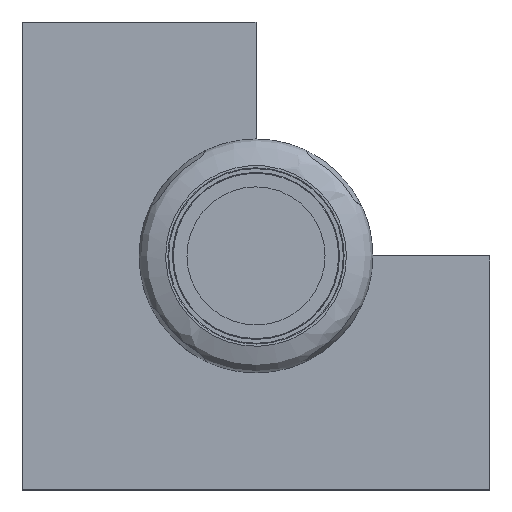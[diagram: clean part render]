
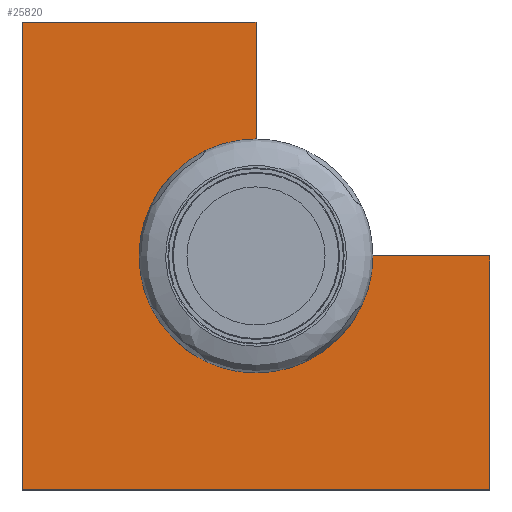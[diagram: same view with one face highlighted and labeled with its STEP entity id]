
A CAD part, top view. The second image highlights one B-rep face of the part: STEP entity #25820.
In plain terms, the highlighted planar face has unit normal (0, 0, 1).
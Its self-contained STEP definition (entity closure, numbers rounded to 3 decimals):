
#1342=CIRCLE('',#27801,110.);
#2436=PLANE('',#27802);
#5364=ORIENTED_EDGE('',*,*,#12752,.T.);
#5365=ORIENTED_EDGE('',*,*,#12754,.T.);
#5366=ORIENTED_EDGE('',*,*,#12745,.T.);
#5367=ORIENTED_EDGE('',*,*,#12755,.T.);
#5368=ORIENTED_EDGE('',*,*,#12756,.T.);
#5369=ORIENTED_EDGE('',*,*,#12757,.T.);
#5370=ORIENTED_EDGE('',*,*,#12758,.T.);
#12745=EDGE_CURVE('',#16557,#16558,#18769,.T.);
#12752=EDGE_CURVE('',#16562,#16564,#18776,.T.);
#12754=EDGE_CURVE('',#16564,#16557,#1342,.T.);
#12755=EDGE_CURVE('',#16558,#16565,#18777,.T.);
#12756=EDGE_CURVE('',#16565,#16566,#18778,.T.);
#12757=EDGE_CURVE('',#16566,#16567,#18779,.T.);
#12758=EDGE_CURVE('',#16567,#16562,#18780,.T.);
#16557=VERTEX_POINT('',#44892);
#16558=VERTEX_POINT('',#44893);
#16562=VERTEX_POINT('',#44902);
#16564=VERTEX_POINT('',#44906);
#16565=VERTEX_POINT('',#44913);
#16566=VERTEX_POINT('',#44915);
#16567=VERTEX_POINT('',#44917);
#18769=LINE('',#44891,#20197);
#18776=LINE('',#44907,#20204);
#18777=LINE('',#44912,#20205);
#18778=LINE('',#44914,#20206);
#18779=LINE('',#44916,#20207);
#18780=LINE('',#44918,#20208);
#20197=VECTOR('',#30649,1000.);
#20204=VECTOR('',#30658,1000.);
#20205=VECTOR('',#30667,1000.);
#20206=VECTOR('',#30668,1000.);
#20207=VECTOR('',#30669,1000.);
#20208=VECTOR('',#30670,1000.);
#21844=EDGE_LOOP('',(#5364,#5365,#5366,#5367,#5368,#5369,#5370));
#23714=FACE_BOUND('',#21844,.T.);
#25820=ADVANCED_FACE('',(#23714),#2436,.T.);
#27801=AXIS2_PLACEMENT_3D('',#44910,#30663,#30664);
#27802=AXIS2_PLACEMENT_3D('',#44911,#30665,#30666);
#30649=DIRECTION('',(0.,1.,0.));
#30658=DIRECTION('',(-1.,0.,0.));
#30663=DIRECTION('',(0.,0.,-1.));
#30664=DIRECTION('',(-1.,0.,0.));
#30665=DIRECTION('',(0.,0.,1.));
#30666=DIRECTION('',(1.,0.,0.));
#30667=DIRECTION('',(-1.,0.,0.));
#30668=DIRECTION('',(0.,-1.,0.));
#30669=DIRECTION('',(1.,0.,0.));
#30670=DIRECTION('',(0.,1.,0.));
#44891=CARTESIAN_POINT('',(0.,205.,-33.));
#44892=CARTESIAN_POINT('',(0.,110.,-33.));
#44893=CARTESIAN_POINT('',(0.,300.,-33.));
#44902=CARTESIAN_POINT('',(300.,0.,-33.));
#44906=CARTESIAN_POINT('',(110.,0.,-33.));
#44907=CARTESIAN_POINT('',(205.,0.,-33.));
#44910=CARTESIAN_POINT('',(0.,0.,-33.));
#44911=CARTESIAN_POINT('',(300.,300.,-33.));
#44912=CARTESIAN_POINT('',(-150.,300.,-33.));
#44913=CARTESIAN_POINT('',(-300.,300.,-33.));
#44914=CARTESIAN_POINT('',(-300.,0.,-33.));
#44915=CARTESIAN_POINT('',(-300.,-300.,-33.));
#44916=CARTESIAN_POINT('',(0.,-300.,-33.));
#44917=CARTESIAN_POINT('',(300.,-300.,-33.));
#44918=CARTESIAN_POINT('',(300.,-150.,-33.));
